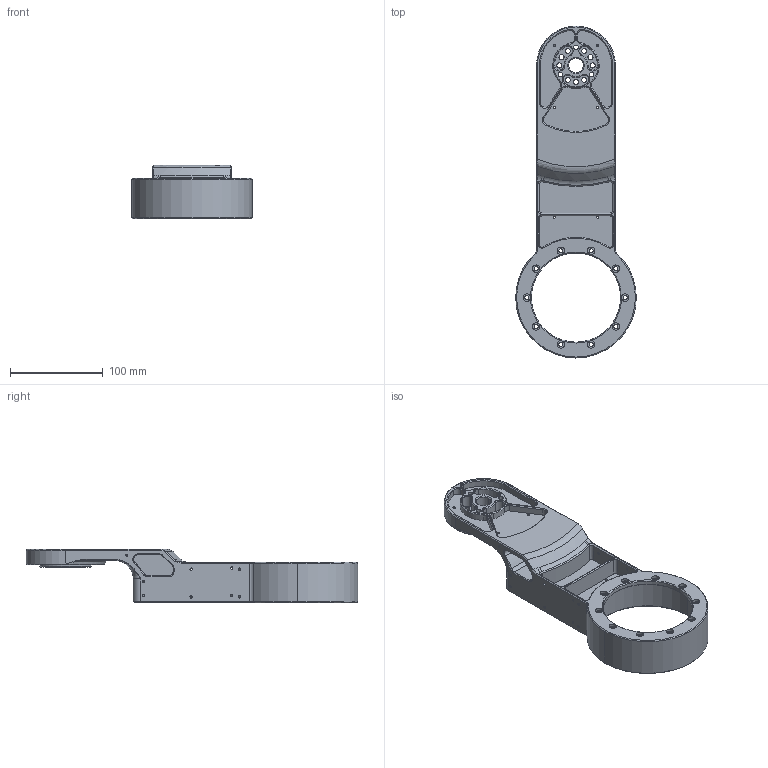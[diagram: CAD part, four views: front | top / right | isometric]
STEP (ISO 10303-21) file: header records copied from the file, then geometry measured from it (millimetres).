
FILE_DESCRIPTION (( 'STEP AP214' ), '1' );
FILE_NAME ('湮虯囀耜.STEP', '2025-05-17T14:54:08', ( 'wsy' ), ( '' ), 'SwSTEP 2.0', 'SolidWorks 2020', '' );
FILE_SCHEMA (( 'AUTOMOTIVE_DESIGN' ));
Length unit declared in the file: millimetre
Products named in the file (1): 湮虯囀耜
Bounding box: 130 x 357.5 x 57.7 mm (x, y, z)
Volume: 358320.7 mm3; surface area: 145087.7 mm2
Topology: 1 solids, 1 shells, 525 faces, 1297 edges, 775 vertices
Faces by surface type: cylinder 228, cone 141, plane 124, bspline 24, torus 8
Entity records: 18663 total; most frequent: CARTESIAN_POINT 5316, DIRECTION 2811, ORIENTED_EDGE 2546, EDGE_CURVE 1273, AXIS2_PLACEMENT_3D 1112, VERTEX_POINT 775, EDGE_LOOP 634, CIRCLE 610
